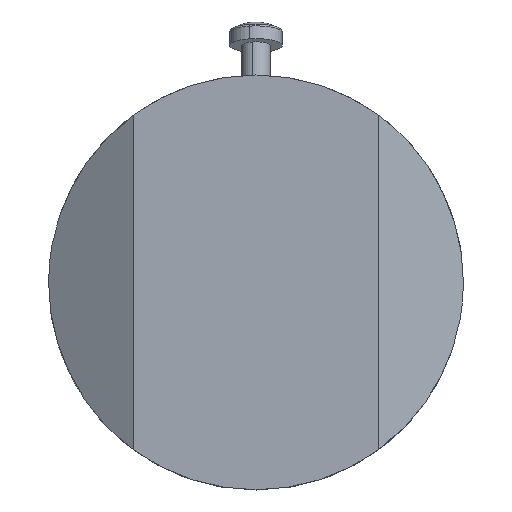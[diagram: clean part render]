
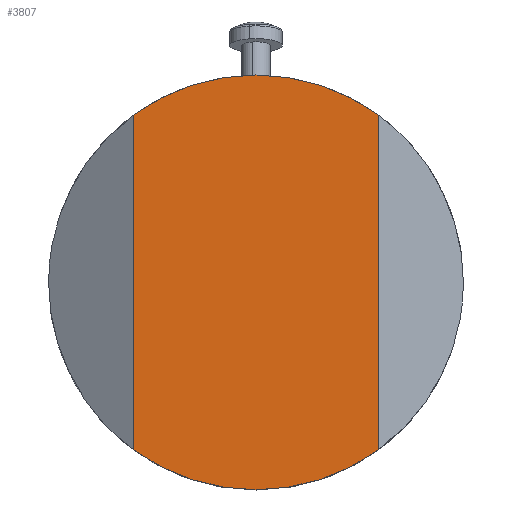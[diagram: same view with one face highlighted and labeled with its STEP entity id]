
A CAD part, top view. The second image highlights one B-rep face of the part: STEP entity #3807.
In plain terms, the highlighted planar face has unit normal (0, 0, 1).
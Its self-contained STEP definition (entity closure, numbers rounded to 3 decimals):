
#31 = CARTESIAN_POINT ( 'NONE',  ( -13., -22., 13. ) ) ;
#103 = AXIS2_PLACEMENT_3D ( 'NONE', #7160, #2823, #1932 ) ;
#189 = PLANE ( 'NONE',  #4301 ) ;
#305 = CARTESIAN_POINT ( 'NONE',  ( 13., 17.748, 13. ) ) ;
#677 = LINE ( 'NONE', #7428, #2596 ) ;
#1258 = VECTOR ( 'NONE', #3808, 1000. ) ;
#1486 = CIRCLE ( 'NONE', #5217, 22. ) ;
#1932 = DIRECTION ( 'NONE',  ( -1., 0., 0. ) ) ;
#2028 = EDGE_CURVE ( 'NONE', #7334, #4377, #2971, .T. ) ;
#2247 = ORIENTED_EDGE ( 'NONE', *, *, #6318, .F. ) ;
#2260 = ORIENTED_EDGE ( 'NONE', *, *, #5559, .F. ) ;
#2596 = VECTOR ( 'NONE', #6562, 1000. ) ;
#2741 = EDGE_LOOP ( 'NONE', ( #7235, #7029, #2260, #2247 ) ) ;
#2823 = DIRECTION ( 'NONE',  ( 0., 0., -1. ) ) ;
#2971 = LINE ( 'NONE', #31, #1258 ) ;
#2989 = FACE_OUTER_BOUND ( 'NONE', #2741, .T. ) ;
#3360 = CARTESIAN_POINT ( 'NONE',  ( -13., 17.748, 13. ) ) ;
#3510 = EDGE_CURVE ( 'NONE', #6202, #7334, #1486, .T. ) ;
#3807 = ADVANCED_FACE ( 'NONE', ( #2989 ), #189, .T. ) ;
#3808 = DIRECTION ( 'NONE',  ( 0., 1., 0. ) ) ;
#4055 = CARTESIAN_POINT ( 'NONE',  ( 13., -17.748, 13. ) ) ;
#4301 = AXIS2_PLACEMENT_3D ( 'NONE', #7810, #6939, #6079 ) ;
#4377 = VERTEX_POINT ( 'NONE', #3360 ) ;
#5138 = CIRCLE ( 'NONE', #103, 22. ) ;
#5217 = AXIS2_PLACEMENT_3D ( 'NONE', #7663, #6786, #5940 ) ;
#5559 = EDGE_CURVE ( 'NONE', #6112, #6202, #677, .T. ) ;
#5940 = DIRECTION ( 'NONE',  ( -1., 0., 0. ) ) ;
#6079 = DIRECTION ( 'NONE',  ( 1., 0., 0. ) ) ;
#6112 = VERTEX_POINT ( 'NONE', #305 ) ;
#6202 = VERTEX_POINT ( 'NONE', #4055 ) ;
#6318 = EDGE_CURVE ( 'NONE', #4377, #6112, #5138, .T. ) ;
#6340 = CARTESIAN_POINT ( 'NONE',  ( -13., -17.748, 13. ) ) ;
#6562 = DIRECTION ( 'NONE',  ( 0., -1., 0. ) ) ;
#6786 = DIRECTION ( 'NONE',  ( 0., 0., -1. ) ) ;
#6939 = DIRECTION ( 'NONE',  ( 0., 0., 1. ) ) ;
#7029 = ORIENTED_EDGE ( 'NONE', *, *, #3510, .F. ) ;
#7160 = CARTESIAN_POINT ( 'NONE',  ( 0., 0., 13. ) ) ;
#7235 = ORIENTED_EDGE ( 'NONE', *, *, #2028, .F. ) ;
#7334 = VERTEX_POINT ( 'NONE', #6340 ) ;
#7428 = CARTESIAN_POINT ( 'NONE',  ( 13., -22., 13. ) ) ;
#7663 = CARTESIAN_POINT ( 'NONE',  ( 0., 0., 13. ) ) ;
#7810 = CARTESIAN_POINT ( 'NONE',  ( 0., -22., 13. ) ) ;
